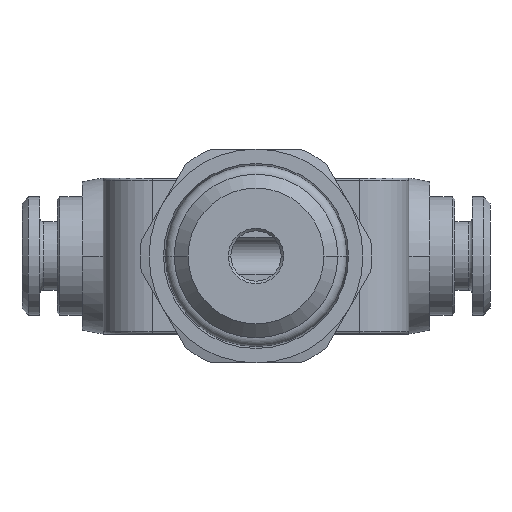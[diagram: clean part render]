
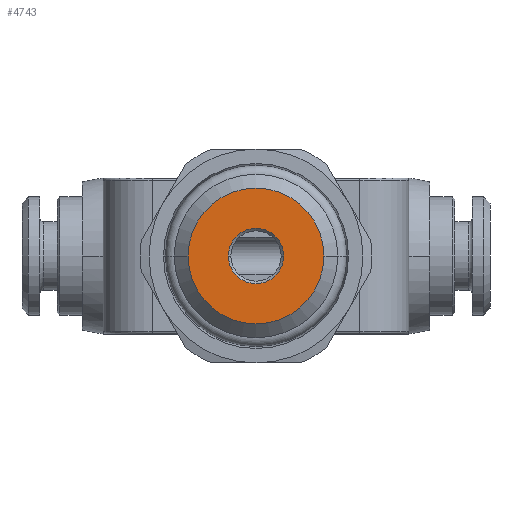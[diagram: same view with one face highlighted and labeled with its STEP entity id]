
A CAD part, front view. The second image highlights one B-rep face of the part: STEP entity #4743.
In plain terms, the highlighted planar face has unit normal (0, -1, 0).
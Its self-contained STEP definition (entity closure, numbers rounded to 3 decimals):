
#188=CARTESIAN_POINT('',(0.,-26.8,0.));
#189=DIRECTION('',(0.,1.,0.));
#190=DIRECTION('',(-1.,0.,0.));
#191=AXIS2_PLACEMENT_3D('',#188,#189,#190);
#193=CARTESIAN_POINT('',(0.,-26.8,0.));
#194=DIRECTION('',(0.,1.,0.));
#195=DIRECTION('',(1.,0.,0.));
#196=AXIS2_PLACEMENT_3D('',#193,#194,#195);
#198=CARTESIAN_POINT('',(0.,-26.8,0.));
#199=DIRECTION('',(0.,-1.,0.));
#200=DIRECTION('',(1.,0.,0.));
#201=AXIS2_PLACEMENT_3D('',#198,#199,#200);
#203=CARTESIAN_POINT('',(0.,-26.8,0.));
#204=DIRECTION('',(0.,-1.,0.));
#205=DIRECTION('',(-1.,0.,0.));
#206=AXIS2_PLACEMENT_3D('',#203,#204,#205);
#4307=CARTESIAN_POINT('',(-5.4,-26.8,0.));
#4308=CARTESIAN_POINT('',(5.4,-26.8,0.));
#4309=VERTEX_POINT('',#4307);
#4310=VERTEX_POINT('',#4308);
#4315=CARTESIAN_POINT('',(2.2,-26.8,0.));
#4316=VERTEX_POINT('',#4315);
#4317=CARTESIAN_POINT('',(-2.2,-26.8,0.));
#4318=VERTEX_POINT('',#4317);
#4728=CARTESIAN_POINT('',(0.,-26.8,0.));
#4729=DIRECTION('',(0.,1.,0.));
#4730=DIRECTION('',(0.,0.,1.));
#4731=AXIS2_PLACEMENT_3D('',#4728,#4729,#4730);
#4732=PLANE('',#4731);
#4734=ORIENTED_EDGE('',*,*,#4733,.T.);
#4736=ORIENTED_EDGE('',*,*,#4735,.T.);
#4737=EDGE_LOOP('',(#4734,#4736));
#4738=FACE_OUTER_BOUND('',#4737,.F.);
#4739=ORIENTED_EDGE('',*,*,#4723,.T.);
#4740=ORIENTED_EDGE('',*,*,#4707,.T.);
#4741=EDGE_LOOP('',(#4739,#4740));
#4742=FACE_BOUND('',#4741,.F.);
#4743=ADVANCED_FACE('',(#4738,#4742),#4732,.F.);
#192=CIRCLE('',#191,5.4);
#197=CIRCLE('',#196,5.4);
#202=CIRCLE('',#201,2.2);
#207=CIRCLE('',#206,2.2);
#4707=EDGE_CURVE('',#4318,#4316,#207,.T.);
#4723=EDGE_CURVE('',#4316,#4318,#202,.T.);
#4733=EDGE_CURVE('',#4309,#4310,#192,.T.);
#4735=EDGE_CURVE('',#4310,#4309,#197,.T.);
